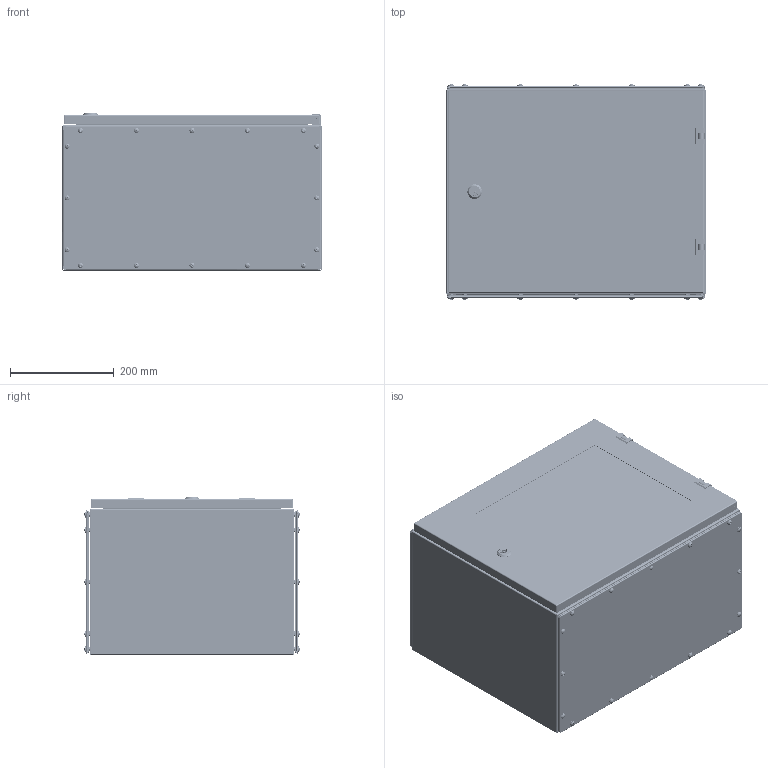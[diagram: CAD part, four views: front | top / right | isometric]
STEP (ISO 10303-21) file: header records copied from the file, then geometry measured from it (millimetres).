
FILE_DESCRIPTION (( 'STEP AP214' ), '1' );
FILE_NAME ('13.050.040.30.STEP', '2024-06-10T08:12:32', ( '' ), ( '' ), 'SwSTEP 2.0', 'SolidWorks 2021', '' );
FILE_SCHEMA (( 'AUTOMOTIVE_DESIGN' ));
Length unit declared in the file: millimetre
Products named in the file (28): Êàðêàñ øêàôà W500H400D300; 栺樏鋋 W500H400; SW6X8.stp; Çàêëåïêà ðåçüáîâàÿ Ì5 øåñòèãðàííàÿ ñ óìåíüøåííûì áîðòîì; Øïèëüêà ïðèâàðíàÿ Ì6õ15; 嵑謺麃 檐; Êîðïóñ øêàôà W500H400D300; 8SJ_S1B_0001.stp; Ïðîêëàäêà êðûøêè W500D300; Ïîäñòàâêà H400; Çàêëåïêà ðåçüáîâàÿ Ì8 øåñòèãðàííàÿ ñ óìåíüøåííûì áîðòîì; Ïåðåìû÷êà êàðêàñà W500; Ïîäñòàâêà W500; 13.050.040.30; Ãàñêåòèíã W500H400; Øïèëüêà ïðèâàðíàÿ Ì6õ20; 8SJ_MS705_0760.stp; Áîëò Ì6õ10 ñ øåñòèãðàííîé ãîëîâêîé ñ ïðåññøàéáîé; ﾇ瑟鶴 ﾀﾑ ms1000-3M.stp; 8SJ_MS705_0010.stp; 8SJ_MS705-1_0040.stp; Øïèëüêà ïðèâàðíàÿ Ì6õ10; Ãàéêà M6 DIN6923.step; 署赅 W500D300; Ñòåêëÿííàÿ äâåðü ÑÁ W500H400; 8SJ_MS705_0510.stp; Âèíò DIN 967 Ì5õ16 ñ ïîëóêðóãëîé ãîëîâêîé ñ êðåñòîîáðàçíûì øëèöåì; ﾄ粢鮱 W500H400
Assembly tree (127 placements, depth 4):
  13.050.040.30
    Êàðêàñ øêàôà W500H400D300
      Êîðïóñ øêàôà W500H400D300
      Ïåðåìû÷êà êàðêàñà W500  x2
      Øïèëüêà ïðèâàðíàÿ Ì6õ15  x8
      Øïèëüêà ïðèâàðíàÿ Ì6õ20  x4
    署赅 W500D300  x2
    Ïðîêëàäêà êðûøêè W500D300  x2
    Ñòåêëÿííàÿ äâåðü ÑÁ W500H400
      ﾄ粢鮱 W500H400
      Ãàñêåòèíã W500H400
      ﾇ瑟鶴 ﾀﾑ ms1000-3M.stp
        8SJ_MS705_0010.stp
        8SJ_MS705_0510.stp
        8SJ_MS705_0760.stp
        8SJ_S1B_0001.stp
        8SJ_MS705-1_0040.stp
        SW6X8.stp
      Øïèëüêà ïðèâàðíàÿ Ì6õ10  x10
      栺樏鋋 W500H400
      Ãàéêà M6 DIN6923.step  x10
      Ïîäñòàâêà H400  x2
      Ïîäñòàâêà W500  x2
    嵑謺麃 檐  x2
    Áîëò Ì6õ10 ñ øåñòèãðàííîé ãîëîâêîé ñ ïðåññøàéáîé  x2
    Çàêëåïêà ðåçüáîâàÿ Ì5 øåñòèãðàííàÿ ñ óìåíüøåííûì áîðòîì  x32
    Âèíò DIN 967 Ì5õ16 ñ ïîëóêðóãëîé ãîëîâêîé ñ êðåñòîîáðàçíûì øëèöåì  x32
    Çàêëåïêà ðåçüáîâàÿ Ì8 øåñòèãðàííàÿ ñ óìåíüøåííûì áîðòîì  x4
Bounding box: 500 x 415.17 x 304.65 mm (x, y, z)
Volume: 1788485.4 mm3; surface area: 2538560.3 mm2
Topology: 125 solids, 131 shells, 6472 faces, 16352 edges, 10237 vertices
Faces by surface type: plane 2791, cylinder 2330, bspline 494, cone 414, torus 323, sphere 120
Entity records: 88583 total; most frequent: CARTESIAN_POINT 43591, ORIENTED_EDGE 9618, DIRECTION 8043, EDGE_CURVE 4815, VERTEX_POINT 2985, AXIS2_PLACEMENT_3D 2703, VECTOR 2637, LINE 2637
